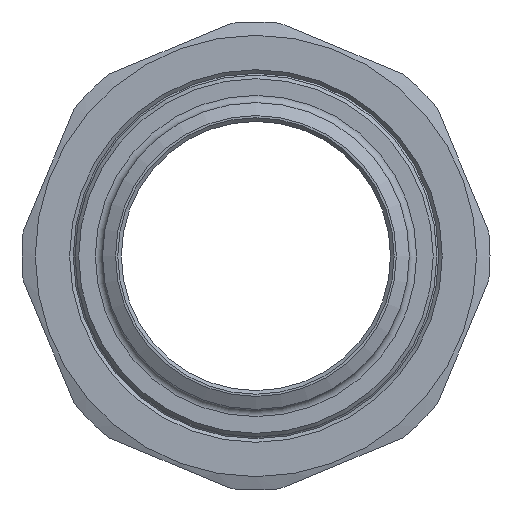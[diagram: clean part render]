
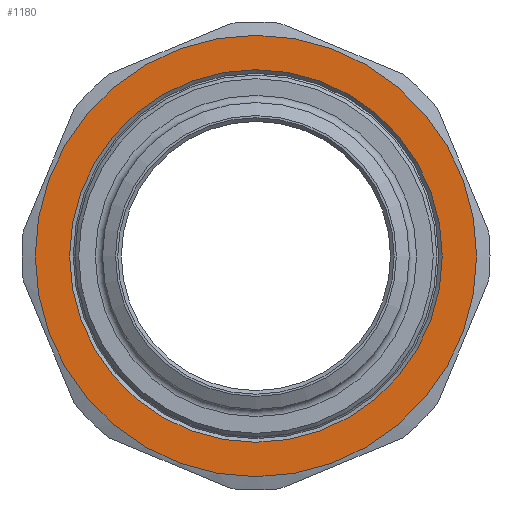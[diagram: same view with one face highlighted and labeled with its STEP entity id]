
A CAD part, left-side view. The second image highlights one B-rep face of the part: STEP entity #1180.
In plain terms, the highlighted planar face has unit normal (-1, 0, 0).
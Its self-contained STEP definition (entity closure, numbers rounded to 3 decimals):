
#38=FACE_BOUND('',#221,.T.);
#105=PLANE('',#1357);
#145=FACE_OUTER_BOUND('',#220,.T.);
#220=EDGE_LOOP('',(#902));
#221=EDGE_LOOP('',(#903));
#411=CIRCLE('',#1336,30.5);
#422=CIRCLE('',#1356,25.75);
#529=VERTEX_POINT('',#2044);
#538=VERTEX_POINT('',#2076);
#663=EDGE_CURVE('',#529,#529,#411,.T.);
#676=EDGE_CURVE('',#538,#538,#422,.T.);
#902=ORIENTED_EDGE('',*,*,#663,.T.);
#903=ORIENTED_EDGE('',*,*,#676,.F.);
#1180=ADVANCED_FACE('',(#145,#38),#105,.F.);
#1336=AXIS2_PLACEMENT_3D('',#2046,#1571,#1572);
#1356=AXIS2_PLACEMENT_3D('',#2077,#1613,#1614);
#1357=AXIS2_PLACEMENT_3D('',#2079,#1616,#1617);
#1571=DIRECTION('center_axis',(-1.,0.,0.));
#1572=DIRECTION('ref_axis',(0.,1.,0.));
#1613=DIRECTION('center_axis',(-1.,0.,0.));
#1614=DIRECTION('ref_axis',(0.,-1.,0.));
#1616=DIRECTION('center_axis',(1.,0.,0.));
#1617=DIRECTION('ref_axis',(0.,0.,-1.));
#2044=CARTESIAN_POINT('',(-20.,-30.5,0.));
#2046=CARTESIAN_POINT('Origin',(-20.,0.,0.));
#2076=CARTESIAN_POINT('',(-20.,25.75,0.));
#2077=CARTESIAN_POINT('Origin',(-20.,0.,0.));
#2079=CARTESIAN_POINT('Origin',(-20.,0.,0.));
